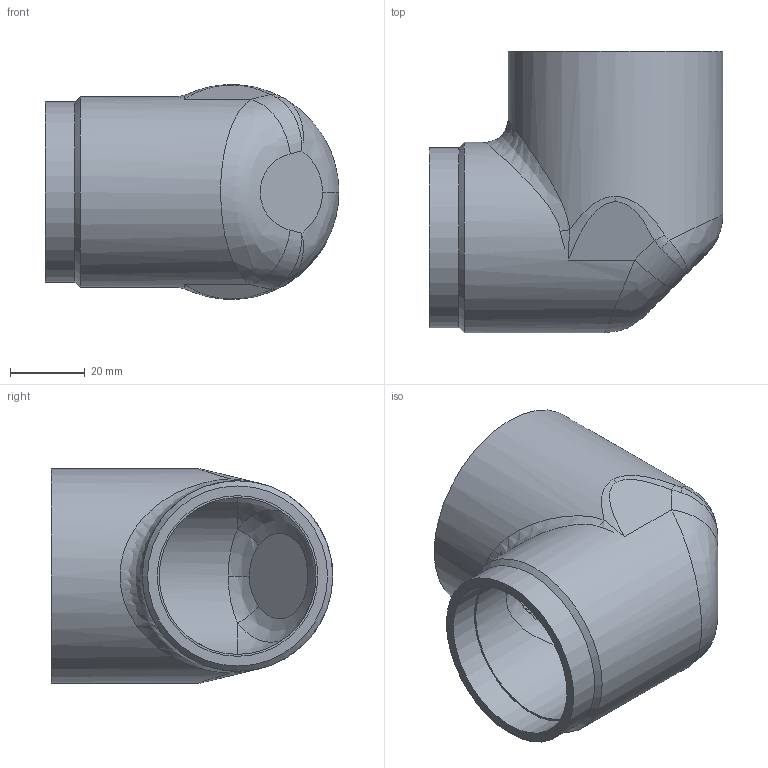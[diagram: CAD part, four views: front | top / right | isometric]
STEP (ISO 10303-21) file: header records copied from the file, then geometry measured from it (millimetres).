
FILE_DESCRIPTION(/* description */ ('Unknown'),/* implementation_level */ '2;1');
FILE_NAME(/* name */ 'R-222-S-DN40',/* time_stamp */ '2023-04-26T17:27:18+08:00',/* author */ ('Unknown'),/* organization */ ('Unknown'),/* preprocessor_version */ 'ST-DEVELOPER v16.7',/* originating_system */ 'DEX',/* authorisation */ $);
FILE_SCHEMA (('AUTOMOTIVE_DESIGN {1 0 10303 214 3 1 1}'));
Length unit declared in the file: millimetre
Products named in the file (2): R-222-S-DN40; R-222-S DN40
Assembly tree (1 placements, depth 2):
  R-222-S-DN40
    R-222-S DN40
Bounding box: 78.8 x 75.55 x 57.6 mm (x, y, z)
Volume: 73449 mm3; surface area: 32813.5 mm2
Topology: 1 solids, 1 shells, 50 faces, 148 edges, 97 vertices
Faces by surface type: bspline 24, cylinder 14, plane 8, cone 3, torus 1
Full cylindrical faces by diameter (mm): 42.1 x1, 43.1 x1, 44.8 x6, 48.3 x1, 51.1 x1, 57.6 x1
Entity records: 12059 total; most frequent: CARTESIAN_POINT 11066, ORIENTED_EDGE 256, EDGE_CURVE 128, DIRECTION 115, VERTEX_POINT 96, B_SPLINE_CURVE_WITH_KNOTS 54, EDGE_LOOP 54, FACE_BOUND 54
